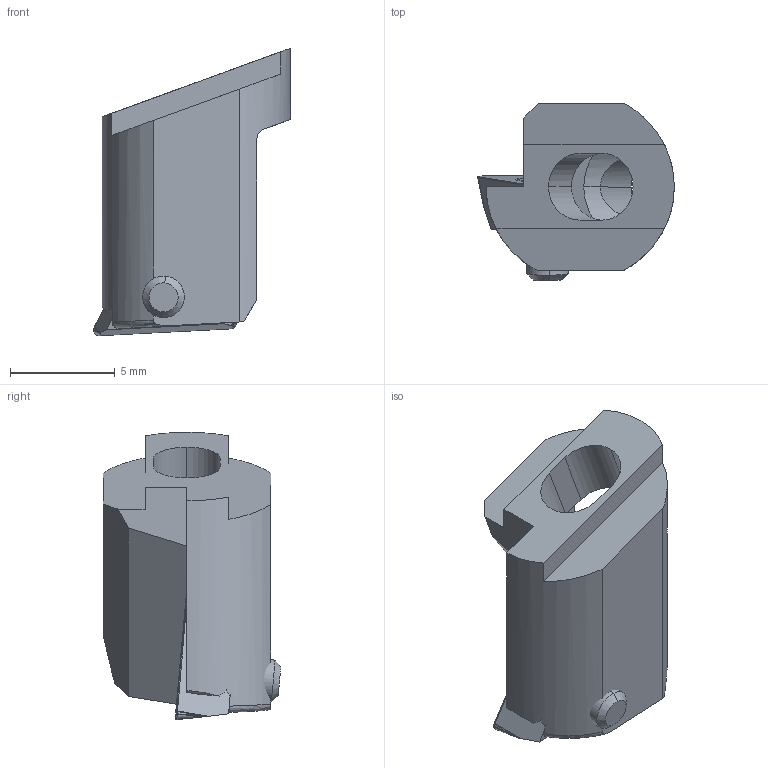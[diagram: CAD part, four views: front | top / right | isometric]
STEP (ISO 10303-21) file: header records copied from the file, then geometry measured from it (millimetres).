
FILE_DESCRIPTION(('no description'),'unknown implementation level');
FILE_NAME('51236A81-23A8-40DF-9AAA-17F274A0FE1F_export.stp',' ',('CIMSOURCE GmbH'),('CADClick - KiM GmbH - www.kimweb.de'),'unknown preprocess','ACIS','unknown authorization');
FILE_SCHEMA(('automotive_design'));
Length unit declared in the file: millimetre
Products named in the file (5): 615.365 Kaiser E10_12 TP07|694.103 Kaiser ETL M2x4.8 T6 IP 10S;Kreismuster1; 615.365 Kaiser E10_12 TP07|651.735 Kaiser TPGT 070203 K10C;Kombinieren1; 615.365 Kaiser E10_12 TP07|615.365 Kaiser E10_12 TP07-2;Verrundung1; 615.365 Kaiser E10_12 TP07|615.365 Kaiser E10_12 TP07-1;<V1.501-6 spez. N016.01 (TP 0702) PLS links Freistellung links>-<<0640.020>-<Schnitt-Linear austragen1>>; 615.365 Kaiser E10_12 TP07|615.365 Kaiser E10_12 TP07;<V1.501-6 spez. N016.01 (TP 0702) PLS links Freistellung links>-<<651.632>-<Kombinieren1>>
Bounding box: 9.41 x 8.49 x 13.75 mm (x, y, z)
Volume: 400.5 mm3; surface area: 819.5 mm2
Topology: 5 solids, 5 shells, 150 faces, 389 edges, 234 vertices
Faces by surface type: plane 51, cylinder 49, cone 39, torus 10, bspline 1
Entity records: 9607 total; most frequent: CARTESIAN_POINT 1530, DIRECTION 843, STYLED_ITEM 763, PRESENTATION_STYLE_ASSIGNMENT 763, COLOUR_RGB 763, ORIENTED_EDGE 748, EDGE_CURVE 374, CURVE_STYLE 374
